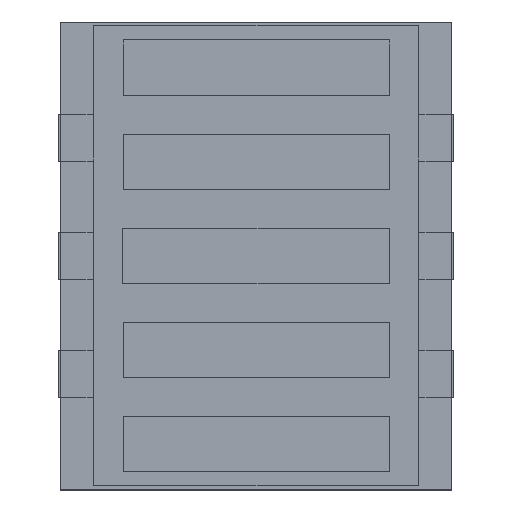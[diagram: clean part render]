
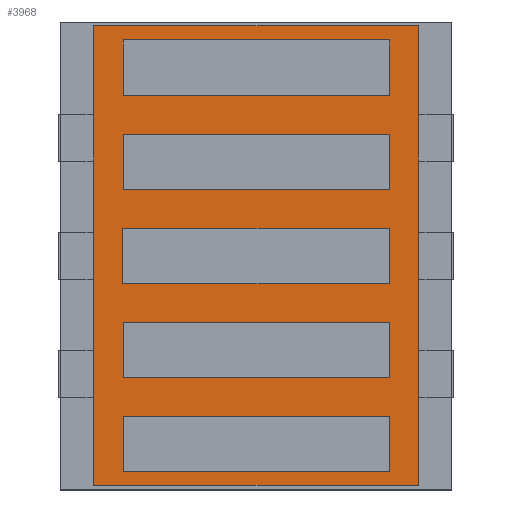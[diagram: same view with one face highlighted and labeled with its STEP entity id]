
A CAD part, top view. The second image highlights one B-rep face of the part: STEP entity #3968.
In plain terms, the highlighted planar face has unit normal (0, 0, 1).
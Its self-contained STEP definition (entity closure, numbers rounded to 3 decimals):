
#3654 = VERTEX_POINT('',#3655);
#3655 = CARTESIAN_POINT('',(4.379,18.72,
    3.1));
#3662 = PLANE('',#3663);
#3663 = AXIS2_PLACEMENT_3D('',#3664,#3665,#3666);
#3664 = CARTESIAN_POINT('',(4.379,18.72,
    0.1));
#3665 = DIRECTION('',(-1.,0.,0.));
#3666 = DIRECTION('',(0.,1.,0.));
#3674 = PLANE('',#3675);
#3675 = AXIS2_PLACEMENT_3D('',#3676,#3677,#3678);
#3676 = CARTESIAN_POINT('',(18.379,18.72,
    0.1));
#3677 = DIRECTION('',(0.,-1.,0.));
#3678 = DIRECTION('',(-1.,0.,0.));
#3686 = EDGE_CURVE('',#3654,#3687,#3689,.T.);
#3687 = VERTEX_POINT('',#3688);
#3688 = CARTESIAN_POINT('',(4.379,38.557,
    3.1));
#3689 = SURFACE_CURVE('',#3690,(#3694,#3701),.PCURVE_S1.);
#3690 = LINE('',#3691,#3692);
#3691 = CARTESIAN_POINT('',(4.379,18.72,
    3.1));
#3692 = VECTOR('',#3693,1.);
#3693 = DIRECTION('',(0.,1.,0.));
#3694 = PCURVE('',#3662,#3695);
#3695 = DEFINITIONAL_REPRESENTATION('',(#3696),#3700);
#3696 = LINE('',#3697,#3698);
#3697 = CARTESIAN_POINT('',(0.,-3.));
#3698 = VECTOR('',#3699,1.);
#3699 = DIRECTION('',(1.,0.));
#3700 = ( GEOMETRIC_REPRESENTATION_CONTEXT(2) 
PARAMETRIC_REPRESENTATION_CONTEXT() REPRESENTATION_CONTEXT('2D SPACE',''
  ) );
#3701 = PCURVE('',#3702,#3707);
#3702 = PLANE('',#3703);
#3703 = AXIS2_PLACEMENT_3D('',#3704,#3705,#3706);
#3704 = CARTESIAN_POINT('',(4.379,18.72,
    3.1));
#3705 = DIRECTION('',(0.,0.,1.));
#3706 = DIRECTION('',(1.,0.,0.));
#3707 = DEFINITIONAL_REPRESENTATION('',(#3708),#3712);
#3708 = LINE('',#3709,#3710);
#3709 = CARTESIAN_POINT('',(0.,0.));
#3710 = VECTOR('',#3711,1.);
#3711 = DIRECTION('',(0.,1.));
#3712 = ( GEOMETRIC_REPRESENTATION_CONTEXT(2) 
PARAMETRIC_REPRESENTATION_CONTEXT() REPRESENTATION_CONTEXT('2D SPACE',''
  ) );
#3730 = PLANE('',#3731);
#3731 = AXIS2_PLACEMENT_3D('',#3732,#3733,#3734);
#3732 = CARTESIAN_POINT('',(4.379,38.557,
    0.1));
#3733 = DIRECTION('',(0.,1.,0.));
#3734 = DIRECTION('',(1.,0.,0.));
#3772 = EDGE_CURVE('',#3687,#3773,#3775,.T.);
#3773 = VERTEX_POINT('',#3774);
#3774 = CARTESIAN_POINT('',(18.379,38.557,
    3.1));
#3775 = SURFACE_CURVE('',#3776,(#3780,#3787),.PCURVE_S1.);
#3776 = LINE('',#3777,#3778);
#3777 = CARTESIAN_POINT('',(4.379,38.557,
    3.1));
#3778 = VECTOR('',#3779,1.);
#3779 = DIRECTION('',(1.,0.,0.));
#3780 = PCURVE('',#3730,#3781);
#3781 = DEFINITIONAL_REPRESENTATION('',(#3782),#3786);
#3782 = LINE('',#3783,#3784);
#3783 = CARTESIAN_POINT('',(0.,-3.));
#3784 = VECTOR('',#3785,1.);
#3785 = DIRECTION('',(1.,0.));
#3786 = ( GEOMETRIC_REPRESENTATION_CONTEXT(2) 
PARAMETRIC_REPRESENTATION_CONTEXT() REPRESENTATION_CONTEXT('2D SPACE',''
  ) );
#3787 = PCURVE('',#3702,#3788);
#3788 = DEFINITIONAL_REPRESENTATION('',(#3789),#3793);
#3789 = LINE('',#3790,#3791);
#3790 = CARTESIAN_POINT('',(0.,19.837));
#3791 = VECTOR('',#3792,1.);
#3792 = DIRECTION('',(1.,0.));
#3793 = ( GEOMETRIC_REPRESENTATION_CONTEXT(2) 
PARAMETRIC_REPRESENTATION_CONTEXT() REPRESENTATION_CONTEXT('2D SPACE',''
  ) );
#3811 = PLANE('',#3812);
#3812 = AXIS2_PLACEMENT_3D('',#3813,#3814,#3815);
#3813 = CARTESIAN_POINT('',(18.379,38.557,
    0.1));
#3814 = DIRECTION('',(1.,0.,0.));
#3815 = DIRECTION('',(0.,-1.,0.));
#3848 = EDGE_CURVE('',#3773,#3849,#3851,.T.);
#3849 = VERTEX_POINT('',#3850);
#3850 = CARTESIAN_POINT('',(18.379,18.72,
    3.1));
#3851 = SURFACE_CURVE('',#3852,(#3856,#3863),.PCURVE_S1.);
#3852 = LINE('',#3853,#3854);
#3853 = CARTESIAN_POINT('',(18.379,38.557,
    3.1));
#3854 = VECTOR('',#3855,1.);
#3855 = DIRECTION('',(0.,-1.,0.));
#3856 = PCURVE('',#3811,#3857);
#3857 = DEFINITIONAL_REPRESENTATION('',(#3858),#3862);
#3858 = LINE('',#3859,#3860);
#3859 = CARTESIAN_POINT('',(0.,-3.));
#3860 = VECTOR('',#3861,1.);
#3861 = DIRECTION('',(1.,0.));
#3862 = ( GEOMETRIC_REPRESENTATION_CONTEXT(2) 
PARAMETRIC_REPRESENTATION_CONTEXT() REPRESENTATION_CONTEXT('2D SPACE',''
  ) );
#3863 = PCURVE('',#3702,#3864);
#3864 = DEFINITIONAL_REPRESENTATION('',(#3865),#3869);
#3865 = LINE('',#3866,#3867);
#3866 = CARTESIAN_POINT('',(14.,19.837));
#3867 = VECTOR('',#3868,1.);
#3868 = DIRECTION('',(0.,-1.));
#3869 = ( GEOMETRIC_REPRESENTATION_CONTEXT(2) 
PARAMETRIC_REPRESENTATION_CONTEXT() REPRESENTATION_CONTEXT('2D SPACE',''
  ) );
#3919 = EDGE_CURVE('',#3849,#3654,#3920,.T.);
#3920 = SURFACE_CURVE('',#3921,(#3925,#3932),.PCURVE_S1.);
#3921 = LINE('',#3922,#3923);
#3922 = CARTESIAN_POINT('',(18.379,18.72,
    3.1));
#3923 = VECTOR('',#3924,1.);
#3924 = DIRECTION('',(-1.,0.,0.));
#3925 = PCURVE('',#3674,#3926);
#3926 = DEFINITIONAL_REPRESENTATION('',(#3927),#3931);
#3927 = LINE('',#3928,#3929);
#3928 = CARTESIAN_POINT('',(0.,-3.));
#3929 = VECTOR('',#3930,1.);
#3930 = DIRECTION('',(1.,0.));
#3931 = ( GEOMETRIC_REPRESENTATION_CONTEXT(2) 
PARAMETRIC_REPRESENTATION_CONTEXT() REPRESENTATION_CONTEXT('2D SPACE',''
  ) );
#3932 = PCURVE('',#3702,#3933);
#3933 = DEFINITIONAL_REPRESENTATION('',(#3934),#3938);
#3934 = LINE('',#3935,#3936);
#3935 = CARTESIAN_POINT('',(14.,0.));
#3936 = VECTOR('',#3937,1.);
#3937 = DIRECTION('',(-1.,0.));
#3938 = ( GEOMETRIC_REPRESENTATION_CONTEXT(2) 
PARAMETRIC_REPRESENTATION_CONTEXT() REPRESENTATION_CONTEXT('2D SPACE',''
  ) );
#3968 = ADVANCED_FACE('',(#3969),#3702,.T.);
#3969 = FACE_BOUND('',#3970,.F.);
#3970 = EDGE_LOOP('',(#3971,#3972,#3973,#3974));
#3971 = ORIENTED_EDGE('',*,*,#3686,.T.);
#3972 = ORIENTED_EDGE('',*,*,#3772,.T.);
#3973 = ORIENTED_EDGE('',*,*,#3848,.T.);
#3974 = ORIENTED_EDGE('',*,*,#3919,.T.);
